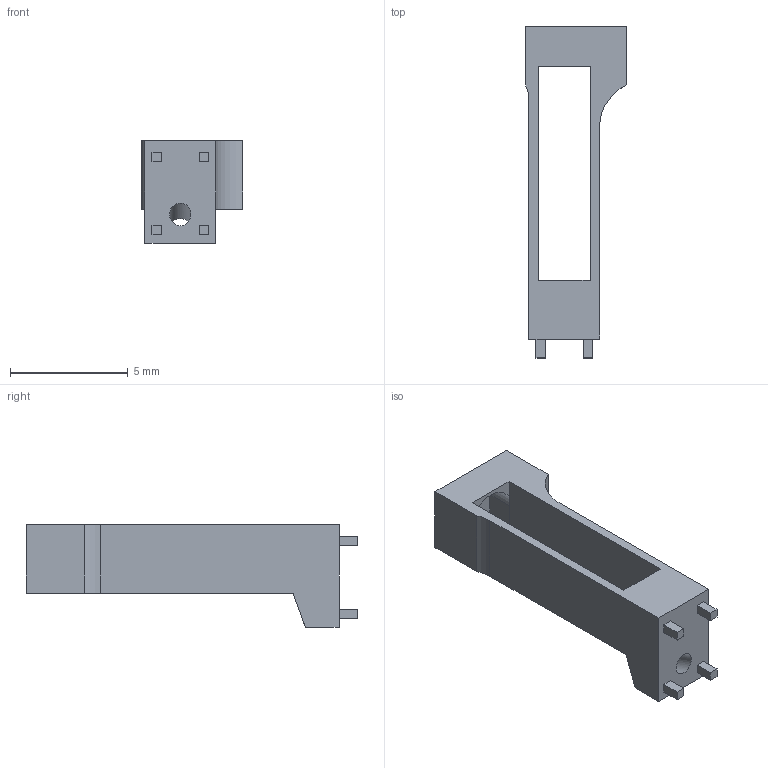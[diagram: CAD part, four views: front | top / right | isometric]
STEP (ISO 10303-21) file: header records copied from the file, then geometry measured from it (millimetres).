
FILE_DESCRIPTION(/* description */ (''),/* implementation_level */ '2;1');
FILE_NAME(/* name */ 'drive_v10.step',/* time_stamp */ '2022-03-03T17:42:53-05:00',/* author */ (''),/* organization */ (''),/* preprocessor_version */ 'ST-DEVELOPER v18.1',/* originating_system */ 'Autodesk Translation Framework v10.13.0.1454',/* authorisation */ '');
FILE_SCHEMA (('AUTOMOTIVE_DESIGN { 1 0 10303 214 3 1 1 }'));
Length unit declared in the file: millimetre
Products named in the file (1): drive
Bounding box: 4.3 x 14.1 x 4.35 mm (x, y, z)
Volume: 63.6 mm3; surface area: 253.9 mm2
Topology: 1 solids, 1 shells, 51 faces, 127 edges, 84 vertices
Faces by surface type: plane 45, cylinder 6
Full cylindrical faces by diameter (mm): 0.9 x1, 1.2 x2
Entity records: 1544 total; most frequent: CARTESIAN_POINT 263, ORIENTED_EDGE 254, DIRECTION 245, EDGE_CURVE 127, LINE 113, VECTOR 113, VERTEX_POINT 84, AXIS2_PLACEMENT_3D 66
